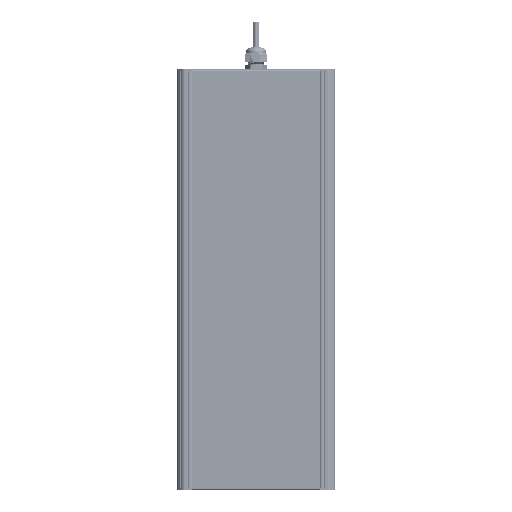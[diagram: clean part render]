
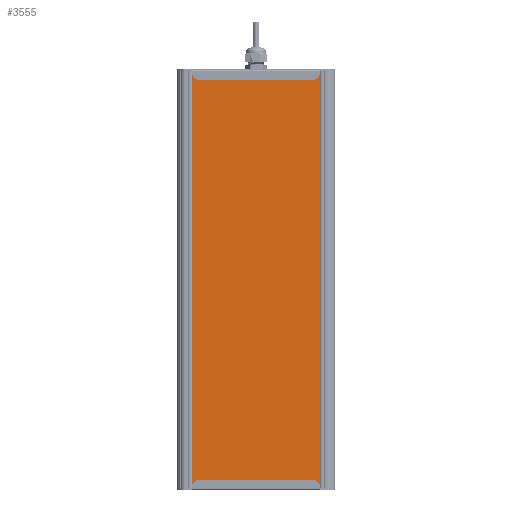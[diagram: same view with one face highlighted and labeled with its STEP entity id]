
A CAD part, front view. The second image highlights one B-rep face of the part: STEP entity #3555.
In plain terms, the highlighted face is planar.
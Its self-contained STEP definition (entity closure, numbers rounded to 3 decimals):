
#3555=ADVANCED_FACE('',(#13616),#13618,.T.);
#13616=FACE_BOUND('',#13617,.T.);
#13617=EDGE_LOOP('',(#42638,#42639,#42640,#42641));
#13618=PLANE('',#13619);
#13619=AXIS2_PLACEMENT_3D('',#13620,#13621,#13622);
#13620=CARTESIAN_POINT('',(2111.497,401.002,-34.582));
#13621=DIRECTION('',(0.,0.,-1.));
#13622=DIRECTION('',(0.,1.,0.));
#42638=ORIENTED_EDGE('',*,*,#49604,.F.);
#42639=ORIENTED_EDGE('',*,*,#49603,.T.);
#42640=ORIENTED_EDGE('',*,*,#49605,.F.);
#42641=ORIENTED_EDGE('',*,*,#49606,.F.);
#49603=EDGE_CURVE('',#55379,#55383,#55385,.T.);
#49604=EDGE_CURVE('',#55379,#55386,#55387,.T.);
#49605=EDGE_CURVE('',#55388,#55383,#55389,.T.);
#49606=EDGE_CURVE('',#55386,#55388,#55390,.T.);
#55379=VERTEX_POINT('',#74441);
#55383=VERTEX_POINT('',#74449);
#55385=LINE('',#74453,#74454);
#55386=VERTEX_POINT('',#74456);
#55387=LINE('',#74457,#74458);
#55388=VERTEX_POINT('',#74460);
#55389=LINE('',#74461,#74462);
#55390=LINE('',#74464,#74465);
#74441=CARTESIAN_POINT('',(2111.497,565.13,-34.582));
#74449=CARTESIAN_POINT('',(2607.497,565.13,-34.582));
#74453=CARTESIAN_POINT('',(2111.497,565.13,-34.582));
#74454=VECTOR('',#74455,1.);
#74455=DIRECTION('',(1.,0.,0.));
#74456=CARTESIAN_POINT('',(2111.497,401.002,-34.582));
#74457=CARTESIAN_POINT('',(2111.497,565.13,-34.582));
#74458=VECTOR('',#74459,1.);
#74459=DIRECTION('',(0.,-1.,0.));
#74460=CARTESIAN_POINT('',(2607.497,401.002,-34.582));
#74461=CARTESIAN_POINT('',(2607.497,401.002,-34.582));
#74462=VECTOR('',#74463,1.);
#74463=DIRECTION('',(0.,1.,0.));
#74464=CARTESIAN_POINT('',(2111.497,401.002,-34.582));
#74465=VECTOR('',#74466,1.);
#74466=DIRECTION('',(1.,0.,0.));
